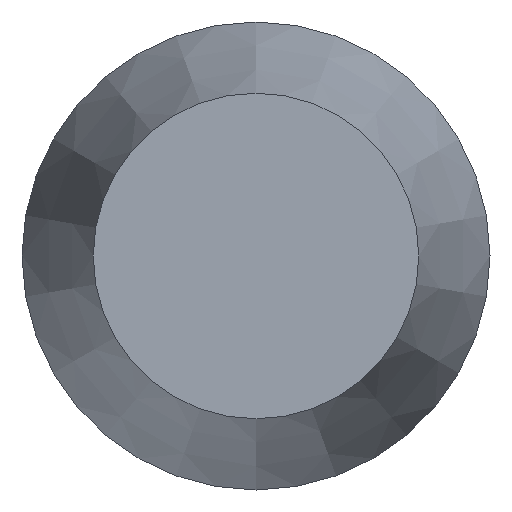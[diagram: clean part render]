
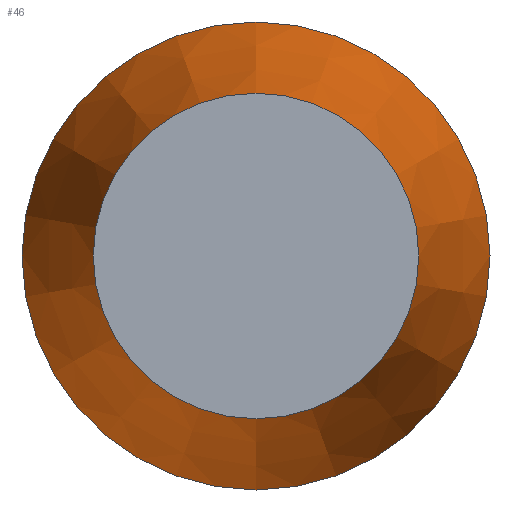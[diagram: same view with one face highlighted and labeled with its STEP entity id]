
A CAD part, front view. The second image highlights one B-rep face of the part: STEP entity #46.
In plain terms, the highlighted conical face has half-angle 12.339 degrees and reference radius 18.256 mm.
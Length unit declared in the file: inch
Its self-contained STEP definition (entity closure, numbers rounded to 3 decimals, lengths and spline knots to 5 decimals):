
#18=FACE_BOUND('',#25,.T.);
#20=FACE_OUTER_BOUND('',#24,.T.);
#24=EDGE_LOOP('',(#39));
#25=EDGE_LOOP('',(#40));
#30=CIRCLE('',#71,0.5);
#31=CIRCLE('',#72,0.71875);
#33=VERTEX_POINT('',#95);
#34=VERTEX_POINT('',#97);
#36=EDGE_CURVE('',#33,#33,#30,.T.);
#37=EDGE_CURVE('',#34,#34,#31,.T.);
#39=ORIENTED_EDGE('',*,*,#36,.F.);
#40=ORIENTED_EDGE('',*,*,#37,.F.);
#45=CONICAL_SURFACE('',#70,0.71875,0.215);
#46=ADVANCED_FACE('',(#20,#18),#45,.T.);
#70=AXIS2_PLACEMENT_3D('',#94,#79,#80);
#71=AXIS2_PLACEMENT_3D('',#96,#81,#82);
#72=AXIS2_PLACEMENT_3D('',#98,#83,#84);
#79=DIRECTION('center_axis',(0.,1.,0.));
#80=DIRECTION('ref_axis',(0.,0.,1.));
#81=DIRECTION('center_axis',(0.,-1.,0.));
#82=DIRECTION('ref_axis',(0.,0.,1.));
#83=DIRECTION('center_axis',(0.,1.,0.));
#84=DIRECTION('ref_axis',(0.,0.,1.));
#94=CARTESIAN_POINT('Origin',(0.,1.,0.));
#95=CARTESIAN_POINT('',(0.,0.,0.5));
#96=CARTESIAN_POINT('Origin',(0.,0.,0.));
#97=CARTESIAN_POINT('',(0.,1.,0.71875));
#98=CARTESIAN_POINT('Origin',(0.,1.,0.));
